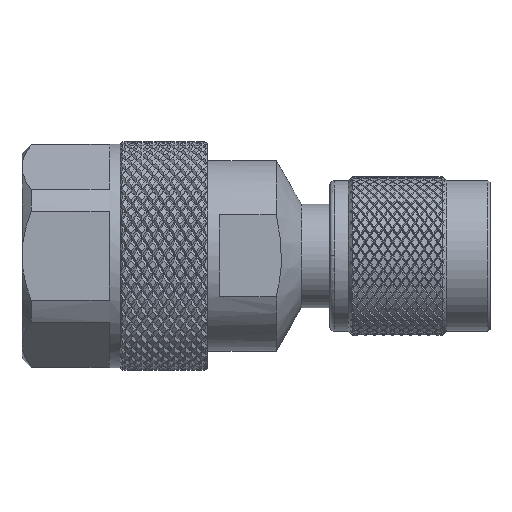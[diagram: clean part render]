
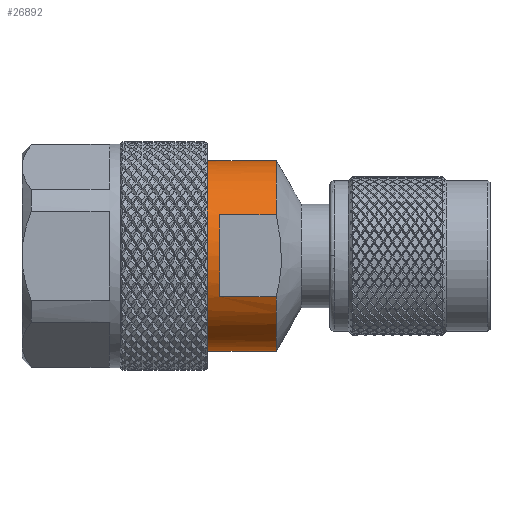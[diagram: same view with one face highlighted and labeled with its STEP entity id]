
A CAD part, top view. The second image highlights one B-rep face of the part: STEP entity #26892.
In plain terms, the highlighted cylindrical face has radius 8.75 mm (diameter 17.5 mm), a partial arc.
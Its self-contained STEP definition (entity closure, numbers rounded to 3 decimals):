
#8786 = CARTESIAN_POINT ( 'NONE',  ( -20.54, -3.762, 7.9 ) ) ;
#13591 = CARTESIAN_POINT ( 'NONE',  ( -18.809, 5.195, 7.089 ) ) ;
#26892 = ADVANCED_FACE ( 'NONE', ( #217903 ), #104785, .T. ) ;
#31796 = CARTESIAN_POINT ( 'NONE',  ( -18.809, -8.75, 0. ) ) ;
#33592 = CARTESIAN_POINT ( 'NONE',  ( -18.809, -4.504, 7.547 ) ) ;
#34562 = CARTESIAN_POINT ( 'NONE',  ( -24., 3.762, 7.9 ) ) ;
#35359 = VERTEX_POINT ( 'NONE', #93181 ) ;
#38207 = CARTESIAN_POINT ( 'NONE',  ( -18.809, 8.75, 0.821 ) ) ;
#38998 = CARTESIAN_POINT ( 'NONE',  ( -24., 3.762, 7.9 ) ) ;
#40050 = CARTESIAN_POINT ( 'NONE',  ( -18.809, 8.75, 0. ) ) ;
#41973 = CARTESIAN_POINT ( 'NONE',  ( -24., 1.296, 8.75 ) ) ;
#44484 = CARTESIAN_POINT ( 'NONE',  ( 0., 0., 0. ) ) ;
#45135 = B_SPLINE_CURVE_WITH_KNOTS ( 'NONE', 3,
 ( #259978, #116671, #60118, #31796 ),
 .UNSPECIFIED., .F., .F.,
 ( 4, 4 ),
 ( 0., 1. ),
 .UNSPECIFIED. ) ;
#54887 = CARTESIAN_POINT ( 'NONE',  ( -26.82, -8.75, 1.145 ) ) ;
#58590 = CARTESIAN_POINT ( 'NONE',  ( -26.82, 4.407, 7.646 ) ) ;
#60118 = CARTESIAN_POINT ( 'NONE',  ( -21.48, -8.75, 0. ) ) ;
#61936 = CARTESIAN_POINT ( 'NONE',  ( -18.809, -7.837, 3.977 ) ) ;
#64678 = CARTESIAN_POINT ( 'NONE',  ( -18.809, 3.762, 7.9 ) ) ;
#65817 = B_SPLINE_CURVE_WITH_KNOTS ( 'NONE', 3,
 ( #88360, #235304, #205166, #320136, #61936, #150424, #176860, #291877, #33592, #350318 ),
 .UNSPECIFIED., .F., .F.,
 ( 4, 2, 2, 2, 4 ),
 ( 0., 0.25, 0.5, 0.75, 1. ),
 .UNSPECIFIED. ) ;
#72186 = CARTESIAN_POINT ( 'NONE',  ( -24., -3.762, 7.9 ) ) ;
#72287 = VERTEX_POINT ( 'NONE', #127753 ) ;
#76541 = CARTESIAN_POINT ( 'NONE',  ( -26.82, 8.75, 0. ) ) ;
#78858 = CARTESIAN_POINT ( 'NONE',  ( -18.809, 8.75, 0. ) ) ;
#81786 = ORIENTED_EDGE ( 'NONE', *, *, #245324, .T. ) ;
#83380 = ORIENTED_EDGE ( 'NONE', *, *, #333717, .T. ) ;
#85042 = CARTESIAN_POINT ( 'NONE',  ( -26.82, 5.377, 6.997 ) ) ;
#88360 = CARTESIAN_POINT ( 'NONE',  ( -18.809, -8.75, 0. ) ) ;
#92885 = ORIENTED_EDGE ( 'NONE', *, *, #224874, .T. ) ;
#93181 = CARTESIAN_POINT ( 'NONE',  ( -24., 3.762, 7.9 ) ) ;
#96733 = AXIS2_PLACEMENT_3D ( 'NONE', #44484, #191497, #219752 ) ;
#100454 = VERTEX_POINT ( 'NONE', #76541 ) ;
#104785 = CYLINDRICAL_SURFACE ( 'NONE', #96733, 8.75 ) ;
#111440 = CARTESIAN_POINT ( 'NONE',  ( -26.82, 6.997, 5.377 ) ) ;
#116671 = CARTESIAN_POINT ( 'NONE',  ( -24.15, -8.75, 0. ) ) ;
#121243 = CARTESIAN_POINT ( 'NONE',  ( -18.809, 7.837, 3.977 ) ) ;
#123166 = CARTESIAN_POINT ( 'NONE',  ( -24., -3.762, 7.9 ) ) ;
#127753 = CARTESIAN_POINT ( 'NONE',  ( -26.82, -8.75, 0. ) ) ;
#144033 = VERTEX_POINT ( 'NONE', #72186 ) ;
#150059 = B_SPLINE_CURVE_WITH_KNOTS ( 'NONE', 3,
 ( #38998, #327401, #208674, #155822 ),
 .UNSPECIFIED., .F., .F.,
 ( 4, 4 ),
 ( 0., 1. ),
 .UNSPECIFIED. ) ;
#150424 = CARTESIAN_POINT ( 'NONE',  ( -18.809, -6.96, 5.366 ) ) ;
#151310 = CARTESIAN_POINT ( 'NONE',  ( -18.809, 8.634, 1.643 ) ) ;
#155822 = CARTESIAN_POINT ( 'NONE',  ( -18.809, 3.762, 7.9 ) ) ;
#166700 = ORIENTED_EDGE ( 'NONE', *, *, #336014, .T. ) ;
#167992 = CARTESIAN_POINT ( 'NONE',  ( -26.82, -5.377, 6.997 ) ) ;
#176860 = CARTESIAN_POINT ( 'NONE',  ( -18.809, -6.423, 5.998 ) ) ;
#179586 = CARTESIAN_POINT ( 'NONE',  ( -18.809, 4.504, 7.547 ) ) ;
#185234 = B_SPLINE_CURVE_WITH_KNOTS ( 'NONE', 3,
 ( #64678, #179586, #13591, #353051, #294627, #121243, #243623, #151310, #38207, #40050 ),
 .UNSPECIFIED., .F., .F.,
 ( 4, 2, 2, 2, 4 ),
 ( 0., 0.25, 0.5, 0.75, 1. ),
 .UNSPECIFIED. ) ;
#187504 = B_SPLINE_CURVE_WITH_KNOTS ( 'NONE', 3,
 ( #123166, #268281, #328547, #41973, #324821, #34562 ),
 .UNSPECIFIED., .F., .F.,
 ( 4, 2, 4 ),
 ( 0., 0.5, 1. ),
 .UNSPECIFIED. ) ;
#191497 = DIRECTION ( 'NONE',  ( 1., 0., 0. ) ) ;
#193205 = B_SPLINE_CURVE_WITH_KNOTS ( 'NONE', 3,
 ( #78858, #367272, #199375, #344541 ),
 .UNSPECIFIED., .F., .F.,
 ( 4, 4 ),
 ( 0., 1. ),
 .UNSPECIFIED. ) ;
#194410 = CARTESIAN_POINT ( 'NONE',  ( -26.82, -2.29, 8.522 ) ) ;
#196268 = CARTESIAN_POINT ( 'NONE',  ( -26.82, 8.75, 1.145 ) ) ;
#199375 = CARTESIAN_POINT ( 'NONE',  ( -24.15, 8.75, 0. ) ) ;
#201840 = CARTESIAN_POINT ( 'NONE',  ( -26.82, 2.29, 8.522 ) ) ;
#205166 = CARTESIAN_POINT ( 'NONE',  ( -18.809, -8.634, 1.643 ) ) ;
#208674 = CARTESIAN_POINT ( 'NONE',  ( -20.54, 3.762, 7.9 ) ) ;
#217903 = FACE_OUTER_BOUND ( 'NONE', #237124, .T. ) ;
#219752 = DIRECTION ( 'NONE',  ( 0., 1., 0. ) ) ;
#219903 = VERTEX_POINT ( 'NONE', #225808 ) ;
#222887 = VERTEX_POINT ( 'NONE', #309673 ) ;
#224393 = B_SPLINE_CURVE_WITH_KNOTS ( 'NONE', 3,
 ( #224536, #196268, #226398, #343309, #111440, #85042, #58590, #201840, #284855, #337719, #194410, #228265, #167992, #230124, #281151, #341435, #54887, #309410 ),
 .UNSPECIFIED., .F., .F.,
 ( 4, 2, 2, 2, 2, 2, 2, 2, 4 ),
 ( 0., 0.125, 0.25, 0.375, 0.5, 0.625, 0.75, 0.875, 1. ),
 .UNSPECIFIED. ) ;
#224536 = CARTESIAN_POINT ( 'NONE',  ( -26.82, 8.75, 0. ) ) ;
#224874 = EDGE_CURVE ( 'NONE', #222887, #100454, #193205, .T. ) ;
#225808 = CARTESIAN_POINT ( 'NONE',  ( -18.809, -8.75, 0. ) ) ;
#226398 = CARTESIAN_POINT ( 'NONE',  ( -26.82, 8.522, 2.29 ) ) ;
#228265 = CARTESIAN_POINT ( 'NONE',  ( -26.82, -4.407, 7.646 ) ) ;
#230124 = CARTESIAN_POINT ( 'NONE',  ( -26.82, -6.997, 5.377 ) ) ;
#232000 = EDGE_CURVE ( 'NONE', #279394, #222887, #185234, .T. ) ;
#235304 = CARTESIAN_POINT ( 'NONE',  ( -18.809, -8.75, 0.821 ) ) ;
#237124 = EDGE_LOOP ( 'NONE', ( #349633, #92885, #81786, #166700, #307312, #335930, #282756, #83380 ) ) ;
#237230 = EDGE_CURVE ( 'NONE', #144033, #35359, #187504, .T. ) ;
#240679 = CARTESIAN_POINT ( 'NONE',  ( -22.27, -3.762, 7.9 ) ) ;
#243623 = CARTESIAN_POINT ( 'NONE',  ( -18.809, 8.177, 3.22 ) ) ;
#245324 = EDGE_CURVE ( 'NONE', #100454, #72287, #224393, .T. ) ;
#248105 = CARTESIAN_POINT ( 'NONE',  ( -24., -3.762, 7.9 ) ) ;
#259978 = CARTESIAN_POINT ( 'NONE',  ( -26.82, -8.75, 0. ) ) ;
#267152 = CARTESIAN_POINT ( 'NONE',  ( -18.809, -3.762, 7.9 ) ) ;
#268281 = CARTESIAN_POINT ( 'NONE',  ( -24., -2.592, 8.457 ) ) ;
#268474 = VERTEX_POINT ( 'NONE', #267152 ) ;
#279394 = VERTEX_POINT ( 'NONE', #333084 ) ;
#281151 = CARTESIAN_POINT ( 'NONE',  ( -26.82, -7.646, 4.407 ) ) ;
#282756 = ORIENTED_EDGE ( 'NONE', *, *, #237230, .T. ) ;
#284855 = CARTESIAN_POINT ( 'NONE',  ( -26.82, 1.145, 8.75 ) ) ;
#291877 = CARTESIAN_POINT ( 'NONE',  ( -18.809, -5.195, 7.089 ) ) ;
#294627 = CARTESIAN_POINT ( 'NONE',  ( -18.809, 6.96, 5.366 ) ) ;
#297700 = B_SPLINE_CURVE_WITH_KNOTS ( 'NONE', 3,
 ( #329243, #8786, #240679, #248105 ),
 .UNSPECIFIED., .F., .F.,
 ( 4, 4 ),
 ( 0., 1. ),
 .UNSPECIFIED. ) ;
#307157 = EDGE_CURVE ( 'NONE', #268474, #144033, #297700, .T. ) ;
#307312 = ORIENTED_EDGE ( 'NONE', *, *, #340443, .T. ) ;
#309410 = CARTESIAN_POINT ( 'NONE',  ( -26.82, -8.75, 0. ) ) ;
#309673 = CARTESIAN_POINT ( 'NONE',  ( -18.809, 8.75, 0. ) ) ;
#320136 = CARTESIAN_POINT ( 'NONE',  ( -18.809, -8.177, 3.22 ) ) ;
#324821 = CARTESIAN_POINT ( 'NONE',  ( -24., 2.592, 8.457 ) ) ;
#327401 = CARTESIAN_POINT ( 'NONE',  ( -22.27, 3.762, 7.9 ) ) ;
#328547 = CARTESIAN_POINT ( 'NONE',  ( -24., -1.296, 8.75 ) ) ;
#329243 = CARTESIAN_POINT ( 'NONE',  ( -18.809, -3.762, 7.9 ) ) ;
#333084 = CARTESIAN_POINT ( 'NONE',  ( -18.809, 3.762, 7.9 ) ) ;
#333717 = EDGE_CURVE ( 'NONE', #35359, #279394, #150059, .T. ) ;
#335930 = ORIENTED_EDGE ( 'NONE', *, *, #307157, .T. ) ;
#336014 = EDGE_CURVE ( 'NONE', #72287, #219903, #45135, .T. ) ;
#337719 = CARTESIAN_POINT ( 'NONE',  ( -26.82, -1.145, 8.75 ) ) ;
#340443 = EDGE_CURVE ( 'NONE', #219903, #268474, #65817, .T. ) ;
#341435 = CARTESIAN_POINT ( 'NONE',  ( -26.82, -8.522, 2.29 ) ) ;
#343309 = CARTESIAN_POINT ( 'NONE',  ( -26.82, 7.646, 4.407 ) ) ;
#344541 = CARTESIAN_POINT ( 'NONE',  ( -26.82, 8.75, 0. ) ) ;
#349633 = ORIENTED_EDGE ( 'NONE', *, *, #232000, .T. ) ;
#350318 = CARTESIAN_POINT ( 'NONE',  ( -18.809, -3.762, 7.9 ) ) ;
#353051 = CARTESIAN_POINT ( 'NONE',  ( -18.809, 6.423, 5.998 ) ) ;
#367272 = CARTESIAN_POINT ( 'NONE',  ( -21.48, 8.75, 0. ) ) ;
